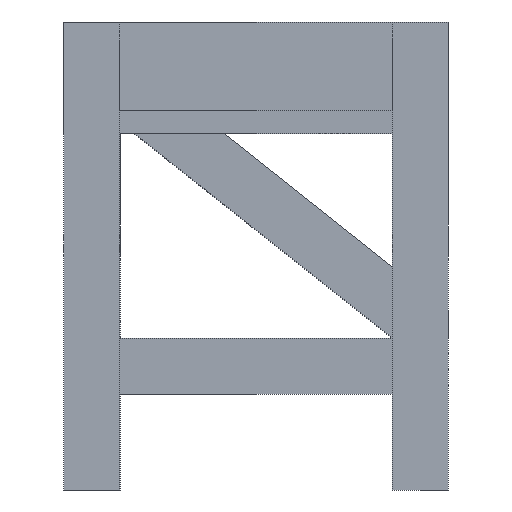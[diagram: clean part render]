
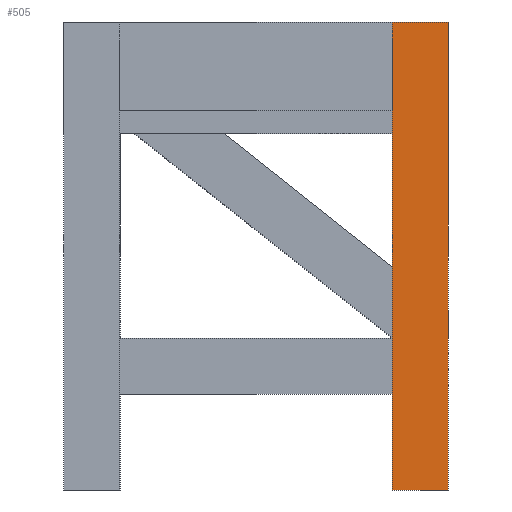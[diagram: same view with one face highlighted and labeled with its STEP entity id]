
A CAD part, left-side view. The second image highlights one B-rep face of the part: STEP entity #505.
In plain terms, the highlighted planar face has unit normal (-1, 0, 0).
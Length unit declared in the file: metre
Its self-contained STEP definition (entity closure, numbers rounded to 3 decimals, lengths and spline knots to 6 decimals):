
#505 = ADVANCED_FACE( '', ( #1022 ), #1023, .F. );
#1022 = FACE_OUTER_BOUND( '', #1594, .T. );
#1023 = PLANE( '', #1595 );
#1594 = EDGE_LOOP( '', ( #2594, #2595, #2596, #2597 ) );
#1595 = AXIS2_PLACEMENT_3D( '', #2598, #2599, #2600 );
#2594 = ORIENTED_EDGE( '', *, *, #3326, .T. );
#2595 = ORIENTED_EDGE( '', *, *, #3063, .F. );
#2596 = ORIENTED_EDGE( '', *, *, #3086, .F. );
#2597 = ORIENTED_EDGE( '', *, *, #3245, .T. );
#2598 = CARTESIAN_POINT( '', ( 0., -0.56515, 0.74295 ) );
#2599 = DIRECTION( '', ( 1., 0., 0. ) );
#2600 = DIRECTION( '', ( 0., 0., -1. ) );
#3063 = EDGE_CURVE( '', #3614, #3609, #3616, .T. );
#3086 = EDGE_CURVE( '', #3649, #3614, #3652, .T. );
#3245 = EDGE_CURVE( '', #3649, #3886, #3889, .T. );
#3326 = EDGE_CURVE( '', #3886, #3609, #3983, .T. );
#3609 = VERTEX_POINT( '', #4370 );
#3614 = VERTEX_POINT( '', #4377 );
#3616 = LINE( '', #4380, #4381 );
#3649 = VERTEX_POINT( '', #4429 );
#3652 = LINE( '', #4433, #4434 );
#3886 = VERTEX_POINT( '', #4782 );
#3889 = LINE( '', #4786, #4787 );
#3983 = LINE( '', #4928, #4929 );
#4370 = CARTESIAN_POINT( '', ( 0., -0.6096, 0. ) );
#4377 = CARTESIAN_POINT( '', ( 0., -0.6096, 0.74295 ) );
#4380 = CARTESIAN_POINT( '', ( 0., -0.6096, 0.74295 ) );
#4381 = VECTOR( '', #5118, 1. );
#4429 = CARTESIAN_POINT( '', ( 0., -0.5207, 0.74295 ) );
#4433 = CARTESIAN_POINT( '', ( 0., -0.56515, 0.74295 ) );
#4434 = VECTOR( '', #5135, 1. );
#4782 = CARTESIAN_POINT( '', ( 0., -0.5207, 0. ) );
#4786 = CARTESIAN_POINT( '', ( 0., -0.5207, 0.74295 ) );
#4787 = VECTOR( '', #5251, 1. );
#4928 = CARTESIAN_POINT( '', ( 0., -0.56515, 0. ) );
#4929 = VECTOR( '', #5299, 1. );
#5118 = DIRECTION( '', ( 0., 0., -1. ) );
#5135 = DIRECTION( '', ( 0., -1., 0. ) );
#5251 = DIRECTION( '', ( 0., 0., -1. ) );
#5299 = DIRECTION( '', ( 0., -1., 0. ) );
